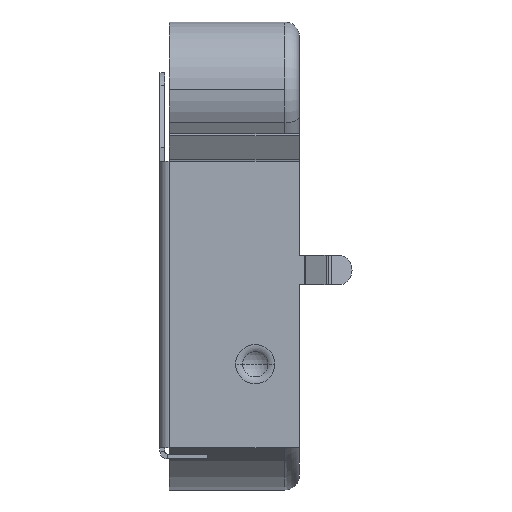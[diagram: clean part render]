
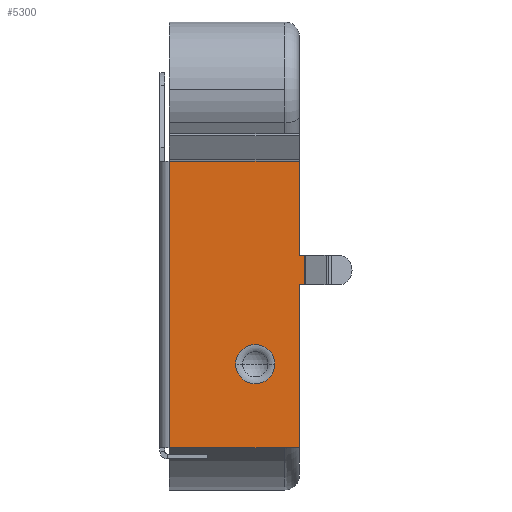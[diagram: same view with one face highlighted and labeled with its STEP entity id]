
A CAD part, left-side view. The second image highlights one B-rep face of the part: STEP entity #5300.
In plain terms, the highlighted planar face has unit normal (-1, 0, 0).
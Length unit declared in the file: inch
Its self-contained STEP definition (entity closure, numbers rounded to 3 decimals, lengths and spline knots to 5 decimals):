
#22 = CARTESIAN_POINT ( 'NONE',  ( -0.47047, 0.16145, -0.2055 ) ) ;
#48 = VECTOR ( 'NONE', #634, 39.37008 ) ;
#119 = DIRECTION ( 'NONE',  ( 0., -1., 0. ) ) ;
#262 = EDGE_CURVE ( 'NONE', #4831, #6298, #631, .T. ) ;
#264 = CARTESIAN_POINT ( 'NONE',  ( -0.47047, 0.09918, 0.02206 ) ) ;
#381 = CARTESIAN_POINT ( 'NONE',  ( -0.47047, 0.11024, 0.2185 ) ) ;
#435 = VERTEX_POINT ( 'NONE', #2017 ) ;
#470 = LINE ( 'NONE', #4659, #3283 ) ;
#575 = ORIENTED_EDGE ( 'NONE', *, *, #1976, .F. ) ;
#602 = VECTOR ( 'NONE', #4872, 39.37008 ) ;
#625 = CARTESIAN_POINT ( 'NONE',  ( -0.47047, 0.11024, -0.03975 ) ) ;
#631 = LINE ( 'NONE', #5280, #1832 ) ;
#634 = DIRECTION ( 'NONE',  ( 0., 0., -1. ) ) ;
#663 = LINE ( 'NONE', #625, #7425 ) ;
#729 = CARTESIAN_POINT ( 'NONE',  ( -0.47047, 0.20236, -0.2055 ) ) ;
#801 = CARTESIAN_POINT ( 'NONE',  ( -0.47047, 0.11024, -0.03975 ) ) ;
#966 = CARTESIAN_POINT ( 'NONE',  ( -0.47047, 0.09918, -0.03975 ) ) ;
#1014 = EDGE_CURVE ( 'NONE', #3679, #1559, #470, .T. ) ;
#1083 = LINE ( 'NONE', #264, #602 ) ;
#1102 = ORIENTED_EDGE ( 'NONE', *, *, #6084, .T. ) ;
#1145 = DIRECTION ( 'NONE',  ( 0., -1., 0. ) ) ;
#1209 = CARTESIAN_POINT ( 'NONE',  ( -0.47047, 0.11024, -0.37992 ) ) ;
#1316 = EDGE_CURVE ( 'NONE', #4831, #2566, #2413, .T. ) ;
#1374 = ORIENTED_EDGE ( 'NONE', *, *, #1014, .F. ) ;
#1430 = CARTESIAN_POINT ( 'NONE',  ( -0.47047, 0.39173, -0.37992 ) ) ;
#1496 = ORIENTED_EDGE ( 'NONE', *, *, #262, .F. ) ;
#1540 = CARTESIAN_POINT ( 'NONE',  ( -0.47047, 0.11024, 0.02206 ) ) ;
#1559 = VERTEX_POINT ( 'NONE', #2525 ) ;
#1606 = EDGE_CURVE ( 'NONE', #435, #3381, #7331, .T. ) ;
#1702 = DIRECTION ( 'NONE',  ( 0., -1., 0. ) ) ;
#1745 = DIRECTION ( 'NONE',  ( 1., 0., 0. ) ) ;
#1832 = VECTOR ( 'NONE', #6993, 39.37008 ) ;
#1928 = VERTEX_POINT ( 'NONE', #801 ) ;
#1976 = EDGE_CURVE ( 'NONE', #1559, #7201, #1083, .T. ) ;
#2009 = CARTESIAN_POINT ( 'NONE',  ( -0.47047, 0.20236, -0.2055 ) ) ;
#2017 = CARTESIAN_POINT ( 'NONE',  ( -0.47047, 0.24328, -0.2055 ) ) ;
#2331 = VECTOR ( 'NONE', #7268, 39.37008 ) ;
#2413 = LINE ( 'NONE', #6367, #48 ) ;
#2444 = DIRECTION ( 'NONE',  ( 1., 0., 0. ) ) ;
#2525 = CARTESIAN_POINT ( 'NONE',  ( -0.47047, 0.09918, 0.02206 ) ) ;
#2566 = VERTEX_POINT ( 'NONE', #6876 ) ;
#2810 = EDGE_CURVE ( 'NONE', #4956, #2566, #4995, .T. ) ;
#2811 = ORIENTED_EDGE ( 'NONE', *, *, #5130, .F. ) ;
#2969 = AXIS2_PLACEMENT_3D ( 'NONE', #729, #1745, #119 ) ;
#3273 = VECTOR ( 'NONE', #5346, 39.37008 ) ;
#3283 = VECTOR ( 'NONE', #1145, 39.37008 ) ;
#3355 = CARTESIAN_POINT ( 'NONE',  ( -0.47047, 0., 0. ) ) ;
#3381 = VERTEX_POINT ( 'NONE', #22 ) ;
#3557 = LINE ( 'NONE', #5310, #3273 ) ;
#3679 = VERTEX_POINT ( 'NONE', #1540 ) ;
#3783 = ORIENTED_EDGE ( 'NONE', *, *, #1606, .T. ) ;
#3990 = DIRECTION ( 'NONE',  ( 0., -1., 0. ) ) ;
#4142 = PLANE ( 'NONE',  #5392 ) ;
#4301 = ORIENTED_EDGE ( 'NONE', *, *, #2810, .F. ) ;
#4533 = EDGE_CURVE ( 'NONE', #1928, #7201, #663, .T. ) ;
#4650 = EDGE_CURVE ( 'NONE', #1928, #4956, #3557, .T. ) ;
#4659 = CARTESIAN_POINT ( 'NONE',  ( -0.47047, 0.11024, 0.02206 ) ) ;
#4831 = VERTEX_POINT ( 'NONE', #7196 ) ;
#4839 = CARTESIAN_POINT ( 'NONE',  ( -0.47047, 0.11024, -0.37992 ) ) ;
#4872 = DIRECTION ( 'NONE',  ( 0., 0., -1. ) ) ;
#4956 = VERTEX_POINT ( 'NONE', #1209 ) ;
#4987 = ORIENTED_EDGE ( 'NONE', *, *, #4533, .T. ) ;
#4995 = LINE ( 'NONE', #1430, #2331 ) ;
#5065 = FACE_OUTER_BOUND ( 'NONE', #6260, .T. ) ;
#5130 = EDGE_CURVE ( 'NONE', #6298, #3679, #5409, .T. ) ;
#5280 = CARTESIAN_POINT ( 'NONE',  ( -0.47047, 0.11024, 0.2185 ) ) ;
#5300 = ADVANCED_FACE ( 'NONE', ( #7413, #5065 ), #4142, .T. ) ;
#5310 = CARTESIAN_POINT ( 'NONE',  ( -0.47047, 0.11024, -0.37992 ) ) ;
#5346 = DIRECTION ( 'NONE',  ( 0., 0., -1. ) ) ;
#5392 = AXIS2_PLACEMENT_3D ( 'NONE', #3355, #5642, #1702 ) ;
#5409 = LINE ( 'NONE', #4839, #6647 ) ;
#5642 = DIRECTION ( 'NONE',  ( -1., 0., 0. ) ) ;
#5818 = ORIENTED_EDGE ( 'NONE', *, *, #1316, .T. ) ;
#5968 = EDGE_LOOP ( 'NONE', ( #1102, #3783 ) ) ;
#5987 = CIRCLE ( 'NONE', #2969, 0.04091 ) ;
#6084 = EDGE_CURVE ( 'NONE', #3381, #435, #5987, .T. ) ;
#6260 = EDGE_LOOP ( 'NONE', ( #1496, #5818, #4301, #6667, #4987, #575, #1374, #2811 ) ) ;
#6298 = VERTEX_POINT ( 'NONE', #381 ) ;
#6367 = CARTESIAN_POINT ( 'NONE',  ( -0.47047, 0.38189, 0. ) ) ;
#6647 = VECTOR ( 'NONE', #7114, 39.37008 ) ;
#6667 = ORIENTED_EDGE ( 'NONE', *, *, #4650, .F. ) ;
#6876 = CARTESIAN_POINT ( 'NONE',  ( -0.47047, 0.38189, -0.37992 ) ) ;
#6982 = AXIS2_PLACEMENT_3D ( 'NONE', #2009, #2444, #7131 ) ;
#6993 = DIRECTION ( 'NONE',  ( 0., -1., 0. ) ) ;
#7114 = DIRECTION ( 'NONE',  ( 0., 0., -1. ) ) ;
#7131 = DIRECTION ( 'NONE',  ( 0., -1., 0. ) ) ;
#7196 = CARTESIAN_POINT ( 'NONE',  ( -0.47047, 0.38189, 0.2185 ) ) ;
#7201 = VERTEX_POINT ( 'NONE', #966 ) ;
#7268 = DIRECTION ( 'NONE',  ( 0., 1., 0. ) ) ;
#7331 = CIRCLE ( 'NONE', #6982, 0.04091 ) ;
#7413 = FACE_BOUND ( 'NONE', #5968, .T. ) ;
#7425 = VECTOR ( 'NONE', #3990, 39.37008 ) ;
